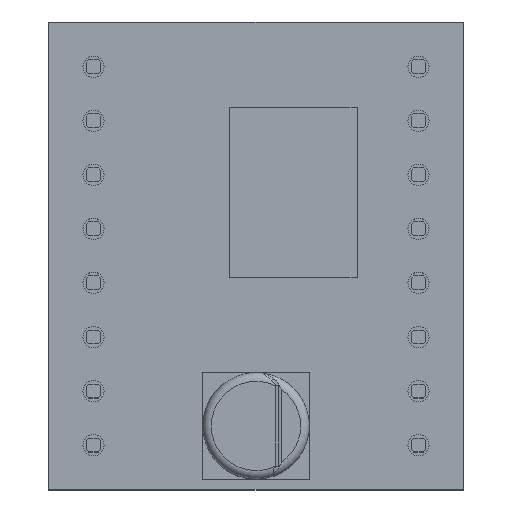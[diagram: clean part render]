
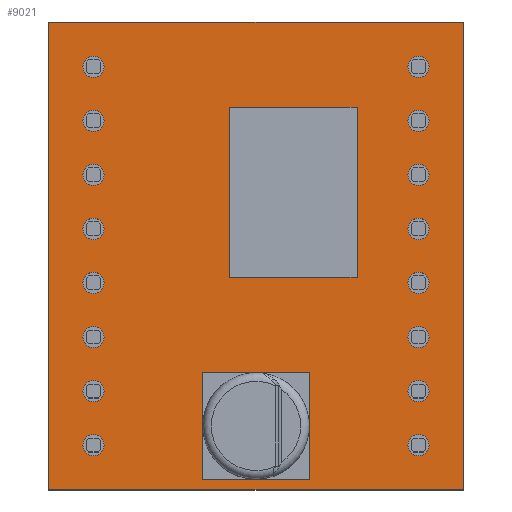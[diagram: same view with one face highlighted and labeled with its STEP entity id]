
A CAD part, top view. The second image highlights one B-rep face of the part: STEP entity #9021.
In plain terms, the highlighted planar face has unit normal (0, 0, 1).
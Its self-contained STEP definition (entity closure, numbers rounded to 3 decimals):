
#115=FACE_BOUND('',#1189,.T.);
#116=FACE_BOUND('',#1190,.T.);
#117=FACE_BOUND('',#1191,.T.);
#118=FACE_BOUND('',#1192,.T.);
#119=FACE_BOUND('',#1193,.T.);
#120=FACE_BOUND('',#1194,.T.);
#121=FACE_BOUND('',#1195,.T.);
#122=FACE_BOUND('',#1196,.T.);
#123=FACE_BOUND('',#1197,.T.);
#124=FACE_BOUND('',#1198,.T.);
#125=FACE_BOUND('',#1199,.T.);
#126=FACE_BOUND('',#1200,.T.);
#127=FACE_BOUND('',#1201,.T.);
#128=FACE_BOUND('',#1202,.T.);
#129=FACE_BOUND('',#1203,.T.);
#130=FACE_BOUND('',#1204,.T.);
#183=PLANE('',#9614);
#679=FACE_OUTER_BOUND('',#1188,.T.);
#1188=EDGE_LOOP('',(#6474,#6475,#6476,#6477));
#1189=EDGE_LOOP('',(#6478));
#1190=EDGE_LOOP('',(#6479));
#1191=EDGE_LOOP('',(#6480));
#1192=EDGE_LOOP('',(#6481));
#1193=EDGE_LOOP('',(#6482));
#1194=EDGE_LOOP('',(#6483));
#1195=EDGE_LOOP('',(#6484));
#1196=EDGE_LOOP('',(#6485));
#1197=EDGE_LOOP('',(#6486));
#1198=EDGE_LOOP('',(#6487));
#1199=EDGE_LOOP('',(#6488));
#1200=EDGE_LOOP('',(#6489));
#1201=EDGE_LOOP('',(#6490));
#1202=EDGE_LOOP('',(#6491));
#1203=EDGE_LOOP('',(#6492));
#1204=EDGE_LOOP('',(#6493));
#1759=LINE('',#12558,#2984);
#1762=LINE('',#12564,#2987);
#1765=LINE('',#12570,#2990);
#1768=LINE('',#12574,#2993);
#2984=VECTOR('',#10235,10.);
#2987=VECTOR('',#10240,10.);
#2990=VECTOR('',#10245,10.);
#2993=VECTOR('',#10250,10.);
#4192=CIRCLE('',#9564,0.5);
#4194=CIRCLE('',#9567,0.5);
#4196=CIRCLE('',#9570,0.5);
#4198=CIRCLE('',#9573,0.5);
#4200=CIRCLE('',#9576,0.5);
#4202=CIRCLE('',#9579,0.5);
#4204=CIRCLE('',#9582,0.5);
#4206=CIRCLE('',#9585,0.5);
#4208=CIRCLE('',#9588,0.5);
#4210=CIRCLE('',#9591,0.5);
#4212=CIRCLE('',#9594,0.5);
#4214=CIRCLE('',#9597,0.5);
#4216=CIRCLE('',#9600,0.5);
#4218=CIRCLE('',#9603,0.5);
#4220=CIRCLE('',#9606,0.5);
#4222=CIRCLE('',#9609,0.5);
#4242=VERTEX_POINT('',#12458);
#4244=VERTEX_POINT('',#12464);
#4246=VERTEX_POINT('',#12470);
#4248=VERTEX_POINT('',#12476);
#4250=VERTEX_POINT('',#12482);
#4252=VERTEX_POINT('',#12488);
#4254=VERTEX_POINT('',#12494);
#4256=VERTEX_POINT('',#12500);
#4258=VERTEX_POINT('',#12506);
#4260=VERTEX_POINT('',#12512);
#4262=VERTEX_POINT('',#12518);
#4264=VERTEX_POINT('',#12524);
#4266=VERTEX_POINT('',#12530);
#4268=VERTEX_POINT('',#12536);
#4270=VERTEX_POINT('',#12542);
#4272=VERTEX_POINT('',#12548);
#4275=VERTEX_POINT('',#12555);
#4276=VERTEX_POINT('',#12557);
#4278=VERTEX_POINT('',#12563);
#4280=VERTEX_POINT('',#12569);
#5104=EDGE_CURVE('',#4242,#4242,#4192,.T.);
#5107=EDGE_CURVE('',#4244,#4244,#4194,.T.);
#5110=EDGE_CURVE('',#4246,#4246,#4196,.T.);
#5113=EDGE_CURVE('',#4248,#4248,#4198,.T.);
#5116=EDGE_CURVE('',#4250,#4250,#4200,.T.);
#5119=EDGE_CURVE('',#4252,#4252,#4202,.T.);
#5122=EDGE_CURVE('',#4254,#4254,#4204,.T.);
#5125=EDGE_CURVE('',#4256,#4256,#4206,.T.);
#5128=EDGE_CURVE('',#4258,#4258,#4208,.T.);
#5131=EDGE_CURVE('',#4260,#4260,#4210,.T.);
#5134=EDGE_CURVE('',#4262,#4262,#4212,.T.);
#5137=EDGE_CURVE('',#4264,#4264,#4214,.T.);
#5140=EDGE_CURVE('',#4266,#4266,#4216,.T.);
#5143=EDGE_CURVE('',#4268,#4268,#4218,.T.);
#5146=EDGE_CURVE('',#4270,#4270,#4220,.T.);
#5149=EDGE_CURVE('',#4272,#4272,#4222,.T.);
#5152=EDGE_CURVE('',#4276,#4275,#1759,.T.);
#5155=EDGE_CURVE('',#4278,#4276,#1762,.T.);
#5158=EDGE_CURVE('',#4280,#4278,#1765,.T.);
#5161=EDGE_CURVE('',#4275,#4280,#1768,.T.);
#6474=ORIENTED_EDGE('',*,*,#5161,.T.);
#6475=ORIENTED_EDGE('',*,*,#5158,.T.);
#6476=ORIENTED_EDGE('',*,*,#5155,.T.);
#6477=ORIENTED_EDGE('',*,*,#5152,.T.);
#6478=ORIENTED_EDGE('',*,*,#5104,.T.);
#6479=ORIENTED_EDGE('',*,*,#5107,.T.);
#6480=ORIENTED_EDGE('',*,*,#5110,.T.);
#6481=ORIENTED_EDGE('',*,*,#5113,.T.);
#6482=ORIENTED_EDGE('',*,*,#5116,.T.);
#6483=ORIENTED_EDGE('',*,*,#5119,.T.);
#6484=ORIENTED_EDGE('',*,*,#5122,.T.);
#6485=ORIENTED_EDGE('',*,*,#5125,.T.);
#6486=ORIENTED_EDGE('',*,*,#5128,.T.);
#6487=ORIENTED_EDGE('',*,*,#5131,.T.);
#6488=ORIENTED_EDGE('',*,*,#5134,.T.);
#6489=ORIENTED_EDGE('',*,*,#5137,.T.);
#6490=ORIENTED_EDGE('',*,*,#5140,.T.);
#6491=ORIENTED_EDGE('',*,*,#5143,.T.);
#6492=ORIENTED_EDGE('',*,*,#5146,.T.);
#6493=ORIENTED_EDGE('',*,*,#5149,.T.);
#9021=ADVANCED_FACE('',(#679,#115,#116,#117,#118,#119,#120,#121,#122,#123,
#124,#125,#126,#127,#128,#129,#130),#183,.T.);
#9564=AXIS2_PLACEMENT_3D('',#12460,#10124,#10125);
#9567=AXIS2_PLACEMENT_3D('',#12466,#10131,#10132);
#9570=AXIS2_PLACEMENT_3D('',#12472,#10138,#10139);
#9573=AXIS2_PLACEMENT_3D('',#12478,#10145,#10146);
#9576=AXIS2_PLACEMENT_3D('',#12484,#10152,#10153);
#9579=AXIS2_PLACEMENT_3D('',#12490,#10159,#10160);
#9582=AXIS2_PLACEMENT_3D('',#12496,#10166,#10167);
#9585=AXIS2_PLACEMENT_3D('',#12502,#10173,#10174);
#9588=AXIS2_PLACEMENT_3D('',#12508,#10180,#10181);
#9591=AXIS2_PLACEMENT_3D('',#12514,#10187,#10188);
#9594=AXIS2_PLACEMENT_3D('',#12520,#10194,#10195);
#9597=AXIS2_PLACEMENT_3D('',#12526,#10201,#10202);
#9600=AXIS2_PLACEMENT_3D('',#12532,#10208,#10209);
#9603=AXIS2_PLACEMENT_3D('',#12538,#10215,#10216);
#9606=AXIS2_PLACEMENT_3D('',#12544,#10222,#10223);
#9609=AXIS2_PLACEMENT_3D('',#12550,#10229,#10230);
#9614=AXIS2_PLACEMENT_3D('',#12575,#10251,#10252);
#10124=DIRECTION('center_axis',(0.,0.,-1.));
#10125=DIRECTION('ref_axis',(1.,0.,0.));
#10131=DIRECTION('center_axis',(0.,0.,-1.));
#10132=DIRECTION('ref_axis',(1.,0.,0.));
#10138=DIRECTION('center_axis',(0.,0.,-1.));
#10139=DIRECTION('ref_axis',(1.,0.,0.));
#10145=DIRECTION('center_axis',(0.,0.,-1.));
#10146=DIRECTION('ref_axis',(1.,0.,0.));
#10152=DIRECTION('center_axis',(0.,0.,-1.));
#10153=DIRECTION('ref_axis',(1.,0.,0.));
#10159=DIRECTION('center_axis',(0.,0.,-1.));
#10160=DIRECTION('ref_axis',(1.,0.,0.));
#10166=DIRECTION('center_axis',(0.,0.,-1.));
#10167=DIRECTION('ref_axis',(1.,0.,0.));
#10173=DIRECTION('center_axis',(0.,0.,-1.));
#10174=DIRECTION('ref_axis',(1.,0.,0.));
#10180=DIRECTION('center_axis',(0.,0.,-1.));
#10181=DIRECTION('ref_axis',(1.,0.,0.));
#10187=DIRECTION('center_axis',(0.,0.,-1.));
#10188=DIRECTION('ref_axis',(1.,0.,0.));
#10194=DIRECTION('center_axis',(0.,0.,-1.));
#10195=DIRECTION('ref_axis',(1.,0.,0.));
#10201=DIRECTION('center_axis',(0.,0.,-1.));
#10202=DIRECTION('ref_axis',(1.,0.,0.));
#10208=DIRECTION('center_axis',(0.,0.,-1.));
#10209=DIRECTION('ref_axis',(1.,0.,0.));
#10215=DIRECTION('center_axis',(0.,0.,-1.));
#10216=DIRECTION('ref_axis',(1.,0.,0.));
#10222=DIRECTION('center_axis',(0.,0.,-1.));
#10223=DIRECTION('ref_axis',(1.,0.,0.));
#10229=DIRECTION('center_axis',(0.,0.,-1.));
#10230=DIRECTION('ref_axis',(1.,0.,0.));
#10235=DIRECTION('',(-1.,0.,0.));
#10240=DIRECTION('',(0.,1.,0.));
#10245=DIRECTION('',(1.,0.,0.));
#10250=DIRECTION('',(0.,-1.,0.));
#10251=DIRECTION('center_axis',(0.,0.,1.));
#10252=DIRECTION('ref_axis',(1.,0.,0.));
#12458=CARTESIAN_POINT('',(16.89,7.19,1.6));
#12460=CARTESIAN_POINT('Origin',(17.39,7.19,1.6));
#12464=CARTESIAN_POINT('',(16.89,17.35,1.6));
#12466=CARTESIAN_POINT('Origin',(17.39,17.35,1.6));
#12470=CARTESIAN_POINT('',(1.61,14.81,1.6));
#12472=CARTESIAN_POINT('Origin',(2.11,14.81,1.6));
#12476=CARTESIAN_POINT('',(1.61,4.65,1.6));
#12478=CARTESIAN_POINT('Origin',(2.11,4.65,1.6));
#12482=CARTESIAN_POINT('',(1.61,7.19,1.6));
#12484=CARTESIAN_POINT('Origin',(2.11,7.19,1.6));
#12488=CARTESIAN_POINT('',(1.61,17.35,1.6));
#12490=CARTESIAN_POINT('Origin',(2.11,17.35,1.6));
#12494=CARTESIAN_POINT('',(16.89,14.81,1.6));
#12496=CARTESIAN_POINT('Origin',(17.39,14.81,1.6));
#12500=CARTESIAN_POINT('',(16.89,4.65,1.6));
#12502=CARTESIAN_POINT('Origin',(17.39,4.65,1.6));
#12506=CARTESIAN_POINT('',(16.89,9.73,1.6));
#12508=CARTESIAN_POINT('Origin',(17.39,9.73,1.6));
#12512=CARTESIAN_POINT('',(16.89,19.89,1.6));
#12514=CARTESIAN_POINT('Origin',(17.39,19.89,1.6));
#12518=CARTESIAN_POINT('',(1.61,12.27,1.6));
#12520=CARTESIAN_POINT('Origin',(2.11,12.27,1.6));
#12524=CARTESIAN_POINT('',(1.61,2.11,1.6));
#12526=CARTESIAN_POINT('Origin',(2.11,2.11,1.6));
#12530=CARTESIAN_POINT('',(1.61,9.73,1.6));
#12532=CARTESIAN_POINT('Origin',(2.11,9.73,1.6));
#12536=CARTESIAN_POINT('',(1.61,19.89,1.6));
#12538=CARTESIAN_POINT('Origin',(2.11,19.89,1.6));
#12542=CARTESIAN_POINT('',(16.89,12.27,1.6));
#12544=CARTESIAN_POINT('Origin',(17.39,12.27,1.6));
#12548=CARTESIAN_POINT('',(16.89,2.11,1.6));
#12550=CARTESIAN_POINT('Origin',(17.39,2.11,1.6));
#12555=CARTESIAN_POINT('',(0.,22.,1.6));
#12557=CARTESIAN_POINT('',(19.5,22.,1.6));
#12558=CARTESIAN_POINT('',(19.5,22.,1.6));
#12563=CARTESIAN_POINT('',(19.5,0.,1.6));
#12564=CARTESIAN_POINT('',(19.5,0.,1.6));
#12569=CARTESIAN_POINT('',(0.,0.,1.6));
#12570=CARTESIAN_POINT('',(0.,0.,1.6));
#12574=CARTESIAN_POINT('',(0.,22.,1.6));
#12575=CARTESIAN_POINT('Origin',(9.75,11.,1.6));
